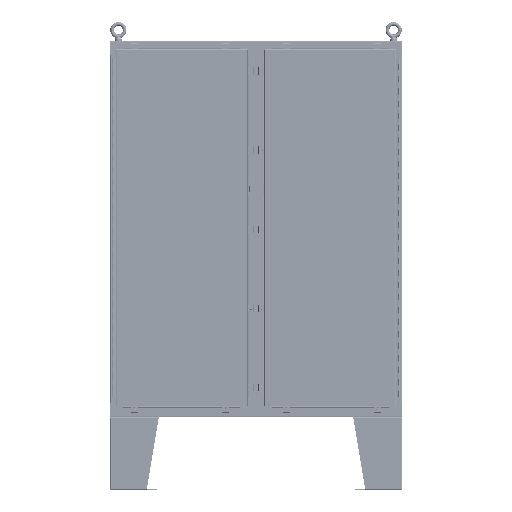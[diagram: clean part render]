
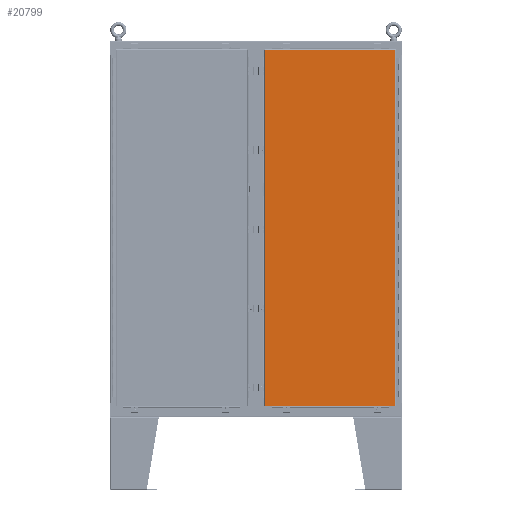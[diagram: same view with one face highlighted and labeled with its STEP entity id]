
A CAD part, top view. The second image highlights one B-rep face of the part: STEP entity #20799.
In plain terms, the highlighted planar face has unit normal (0, 0, 1).
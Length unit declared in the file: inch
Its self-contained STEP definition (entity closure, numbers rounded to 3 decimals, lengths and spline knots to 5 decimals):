
#975 = EDGE_CURVE ( 'NONE', #17621, #27824, #55960, .T. ) ;
#2012 = VECTOR ( 'NONE', #60466, 39.37008 ) ;
#3578 = DIRECTION ( 'NONE',  ( 0., 1., 0. ) ) ;
#5373 = CARTESIAN_POINT ( 'NONE',  ( 21.6245, 0.125, 0.09375 ) ) ;
#6062 = PLANE ( 'NONE',  #59034 ) ;
#6276 = DIRECTION ( 'NONE',  ( 0., 0., 1. ) ) ;
#6572 = CARTESIAN_POINT ( 'NONE',  ( 21.6245, 14.8125, 0.09375 ) ) ;
#7754 = ORIENTED_EDGE ( 'NONE', *, *, #51502, .T. ) ;
#8213 = CARTESIAN_POINT ( 'NONE',  ( 0.125, 44.1875, 0.09375 ) ) ;
#11387 = LINE ( 'NONE', #50638, #59622 ) ;
#13510 = EDGE_CURVE ( 'NONE', #27824, #43114, #11387, .T. ) ;
#16119 = CARTESIAN_POINT ( 'NONE',  ( 21.6245, 58.875, 0.09375 ) ) ;
#17621 = VERTEX_POINT ( 'NONE', #5373 ) ;
#18686 = VECTOR ( 'NONE', #3578, 39.37008 ) ;
#20799 = ADVANCED_FACE ( 'NONE', ( #54907 ), #6062, .T. ) ;
#22149 = DIRECTION ( 'NONE',  ( 0., -1., 0. ) ) ;
#26427 = ORIENTED_EDGE ( 'NONE', *, *, #13510, .T. ) ;
#27824 = VERTEX_POINT ( 'NONE', #16119 ) ;
#28597 = CARTESIAN_POINT ( 'NONE',  ( 0.125, 58.875, 0.09375 ) ) ;
#30794 = EDGE_CURVE ( 'NONE', #59050, #17621, #50221, .T. ) ;
#34239 = CARTESIAN_POINT ( 'NONE',  ( 10.87475, 29.5, 0.09375 ) ) ;
#35404 = VECTOR ( 'NONE', #22149, 39.37008 ) ;
#35873 = ORIENTED_EDGE ( 'NONE', *, *, #975, .T. ) ;
#35922 = ORIENTED_EDGE ( 'NONE', *, *, #30794, .T. ) ;
#38900 = DIRECTION ( 'NONE',  ( 1., 0., 0. ) ) ;
#43114 = VERTEX_POINT ( 'NONE', #28597 ) ;
#48720 = EDGE_LOOP ( 'NONE', ( #7754, #35922, #35873, #26427 ) ) ;
#50221 = LINE ( 'NONE', #56119, #2012 ) ;
#50638 = CARTESIAN_POINT ( 'NONE',  ( 16.24963, 58.875, 0.09375 ) ) ;
#51502 = EDGE_CURVE ( 'NONE', #43114, #59050, #60323, .T. ) ;
#54907 = FACE_OUTER_BOUND ( 'NONE', #48720, .T. ) ;
#55129 = DIRECTION ( 'NONE',  ( -1., 0., 0. ) ) ;
#55960 = LINE ( 'NONE', #6572, #18686 ) ;
#56119 = CARTESIAN_POINT ( 'NONE',  ( 5.49988, 0.125, 0.09375 ) ) ;
#58961 = CARTESIAN_POINT ( 'NONE',  ( 0.125, 0.125, 0.09375 ) ) ;
#59034 = AXIS2_PLACEMENT_3D ( 'NONE', #34239, #6276, #38900 ) ;
#59050 = VERTEX_POINT ( 'NONE', #58961 ) ;
#59622 = VECTOR ( 'NONE', #55129, 39.37008 ) ;
#60323 = LINE ( 'NONE', #8213, #35404 ) ;
#60466 = DIRECTION ( 'NONE',  ( 1., 0., 0. ) ) ;
